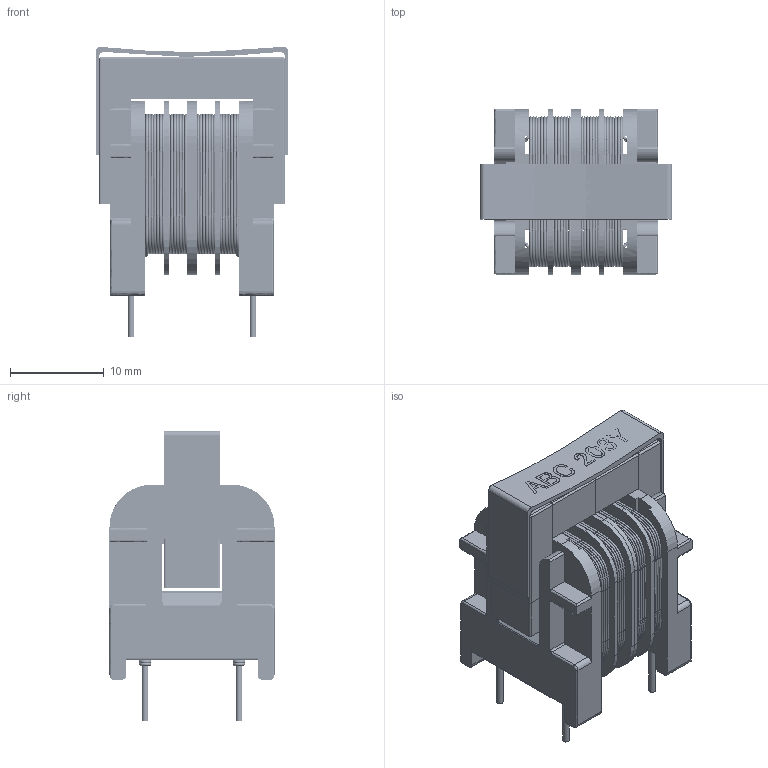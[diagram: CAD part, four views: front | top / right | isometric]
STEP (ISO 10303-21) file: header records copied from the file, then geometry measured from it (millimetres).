
FILE_DESCRIPTION( ('This file contains a STEP AP42 implementation' ,'as created by ZW3D STEP Interface translator.') ,'2;1' );
FILE_NAME( 'UF15V4-L.stp' ,'14 925.14 140', (''), ('ZWCAD Software Co.'), 'Version 1.0', 'ZW3D to STEP translator', '' );
FILE_SCHEMA( ('CONFIG_CONTROL_DESIGN') );
Length unit declared in the file: millimetre
Products named in the file (1): 0
Bounding box: 20.5 x 17.6 x 30.96 mm (x, y, z)
Volume: 3884.6 mm3; surface area: 10610.1 mm2
Topology: 26 solids, 148 shells, 1038 faces, 2500 edges, 1518 vertices
Faces by surface type: bspline 1038
Entity records: 318937 total; most frequent: CARTESIAN_POINT 304525, ORIENTED_EDGE 4746, EDGE_CURVE 2492, B_SPLINE_CURVE_WITH_KNOTS 1801, VERTEX_POINT 1518, EDGE_LOOP 1062, FACE_OUTER_BOUND 1038, ADVANCED_FACE 1038
